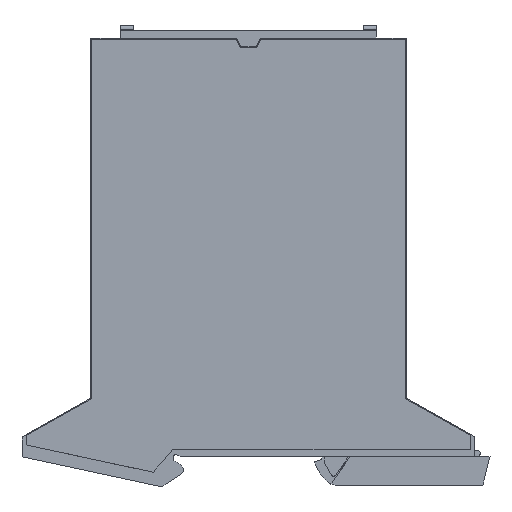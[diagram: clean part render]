
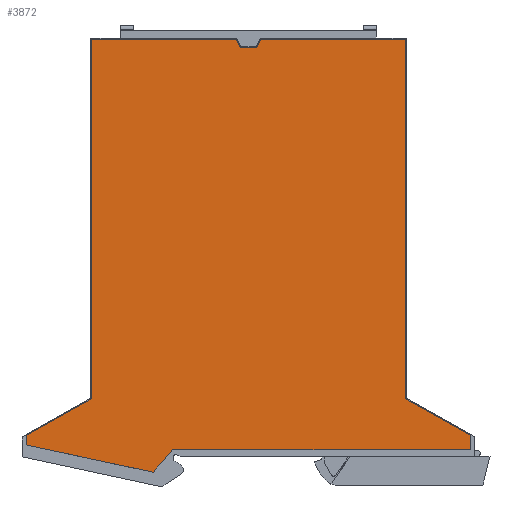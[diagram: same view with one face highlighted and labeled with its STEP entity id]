
A CAD part, left-side view. The second image highlights one B-rep face of the part: STEP entity #3872.
In plain terms, the highlighted planar face has unit normal (-1, 0, 0).
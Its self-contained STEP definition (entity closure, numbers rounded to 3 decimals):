
#3850=AXIS2_PLACEMENT_3D('Plane Axis2P3D',#3847,#3848,#3849) ;
#2722=CARTESIAN_POINT('Vertex',(0.,4.57,8.837)) ;
#2725=CARTESIAN_POINT('Line Origine',(0.,39.349,8.837)) ;
#2729=CARTESIAN_POINT('Vertex',(0.,74.129,8.837)) ;
#2754=CARTESIAN_POINT('Control Point',(0.,74.602,8.296)) ;
#2755=CARTESIAN_POINT('Control Point',(0.,74.444,8.476)) ;
#2756=CARTESIAN_POINT('Control Point',(0.,74.286,8.657)) ;
#2757=CARTESIAN_POINT('Control Point',(0.,74.129,8.837)) ;
#2758=CARTESIAN_POINT('Vertex',(0.,74.602,8.296)) ;
#2783=CARTESIAN_POINT('Control Point',(0.,74.607,8.29)) ;
#2784=CARTESIAN_POINT('Control Point',(0.,74.605,8.292)) ;
#2785=CARTESIAN_POINT('Control Point',(0.,74.604,8.294)) ;
#2786=CARTESIAN_POINT('Control Point',(0.,74.602,8.296)) ;
#2787=CARTESIAN_POINT('Vertex',(0.,74.607,8.29)) ;
#2808=CARTESIAN_POINT('Line Origine',(0.,76.644,5.958)) ;
#2812=CARTESIAN_POINT('Vertex',(0.,78.681,3.626)) ;
#2833=CARTESIAN_POINT('Line Origine',(0.,93.458,6.805)) ;
#2837=CARTESIAN_POINT('Vertex',(0.,108.234,9.985)) ;
#2862=CARTESIAN_POINT('Line Origine',(0.,108.234,11.119)) ;
#2866=CARTESIAN_POINT('Vertex',(0.,108.234,12.253)) ;
#2887=CARTESIAN_POINT('Line Origine',(0.,100.618,16.519)) ;
#2891=CARTESIAN_POINT('Vertex',(0.,93.002,20.784)) ;
#2912=CARTESIAN_POINT('Line Origine',(0.,93.002,62.761)) ;
#2916=CARTESIAN_POINT('Vertex',(0.,93.002,104.737)) ;
#2937=CARTESIAN_POINT('Line Origine',(0.,60.983,104.737)) ;
#2941=CARTESIAN_POINT('Vertex',(0.,59.233,104.737)) ;
#2943=CARTESIAN_POINT('Vertex',(0.,62.733,104.737)) ;
#2951=CARTESIAN_POINT('Line Origine',(0.,77.867,104.737)) ;
#2970=CARTESIAN_POINT('Line Origine',(0.,58.79,103.787)) ;
#2974=CARTESIAN_POINT('Vertex',(0.,58.347,102.837)) ;
#2999=CARTESIAN_POINT('Vertex',(0.,54.457,102.837)) ;
#3002=CARTESIAN_POINT('Line Origine',(0.,56.402,102.837)) ;
#3020=CARTESIAN_POINT('Line Origine',(0.,54.014,103.787)) ;
#3024=CARTESIAN_POINT('Vertex',(0.,53.571,104.737)) ;
#3040=CARTESIAN_POINT('Line Origine',(0.,51.821,104.737)) ;
#3044=CARTESIAN_POINT('Vertex',(0.,50.071,104.737)) ;
#3047=CARTESIAN_POINT('Line Origine',(0.,34.937,104.737)) ;
#3051=CARTESIAN_POINT('Vertex',(0.,19.802,104.737)) ;
#3073=CARTESIAN_POINT('Line Origine',(0.,19.802,62.761)) ;
#3077=CARTESIAN_POINT('Vertex',(0.,19.802,20.784)) ;
#3098=CARTESIAN_POINT('Line Origine',(0.,12.186,16.519)) ;
#3102=CARTESIAN_POINT('Vertex',(0.,4.57,12.253)) ;
#3123=CARTESIAN_POINT('Line Origine',(0.,4.57,10.545)) ;
#3847=CARTESIAN_POINT('Axis2P3D Location',(0.,56.402,7.237)) ;
#2726=DIRECTION('Vector Direction',(0.,1.,0.)) ;
#2809=DIRECTION('Vector Direction',(0.,-0.658,0.753)) ;
#2834=DIRECTION('Vector Direction',(0.,-0.978,-0.21)) ;
#2863=DIRECTION('Vector Direction',(0.,0.,-1.)) ;
#2888=DIRECTION('Vector Direction',(0.,0.872,-0.489)) ;
#2913=DIRECTION('Vector Direction',(0.,0.,-1.)) ;
#2938=DIRECTION('Vector Direction',(0.,1.,0.)) ;
#2952=DIRECTION('Vector Direction',(0.,1.,0.)) ;
#2971=DIRECTION('Vector Direction',(0.,0.423,0.906)) ;
#3003=DIRECTION('Vector Direction',(0.,1.,0.)) ;
#3021=DIRECTION('Vector Direction',(0.,-0.423,0.906)) ;
#3041=DIRECTION('Vector Direction',(0.,1.,0.)) ;
#3048=DIRECTION('Vector Direction',(0.,1.,0.)) ;
#3074=DIRECTION('Vector Direction',(0.,0.,1.)) ;
#3099=DIRECTION('Vector Direction',(0.,0.872,0.489)) ;
#3124=DIRECTION('Vector Direction',(0.,0.,1.)) ;
#3848=DIRECTION('Axis2P3D Direction',(-1.,0.,0.)) ;
#3849=DIRECTION('Axis2P3D XDirection',(0.,1.,0.)) ;
#2727=VECTOR('Line Direction',#2726,1.) ;
#2810=VECTOR('Line Direction',#2809,1.) ;
#2835=VECTOR('Line Direction',#2834,1.) ;
#2864=VECTOR('Line Direction',#2863,1.) ;
#2889=VECTOR('Line Direction',#2888,1.) ;
#2914=VECTOR('Line Direction',#2913,1.) ;
#2939=VECTOR('Line Direction',#2938,1.) ;
#2953=VECTOR('Line Direction',#2952,1.) ;
#2972=VECTOR('Line Direction',#2971,1.) ;
#3004=VECTOR('Line Direction',#3003,1.) ;
#3022=VECTOR('Line Direction',#3021,1.) ;
#3042=VECTOR('Line Direction',#3041,1.) ;
#3049=VECTOR('Line Direction',#3048,1.) ;
#3075=VECTOR('Line Direction',#3074,1.) ;
#3100=VECTOR('Line Direction',#3099,1.) ;
#3125=VECTOR('Line Direction',#3124,1.) ;
#3853=ORIENTED_EDGE('',*,*,#3006,.T.) ;
#3854=ORIENTED_EDGE('',*,*,#2976,.T.) ;
#3855=ORIENTED_EDGE('',*,*,#2945,.T.) ;
#3856=ORIENTED_EDGE('',*,*,#2955,.T.) ;
#3857=ORIENTED_EDGE('',*,*,#2918,.T.) ;
#3858=ORIENTED_EDGE('',*,*,#2893,.T.) ;
#3859=ORIENTED_EDGE('',*,*,#2868,.T.) ;
#3860=ORIENTED_EDGE('',*,*,#2839,.T.) ;
#3861=ORIENTED_EDGE('',*,*,#2814,.T.) ;
#3862=ORIENTED_EDGE('',*,*,#2789,.T.) ;
#3863=ORIENTED_EDGE('',*,*,#2760,.T.) ;
#3864=ORIENTED_EDGE('',*,*,#2731,.T.) ;
#3865=ORIENTED_EDGE('',*,*,#3127,.T.) ;
#3866=ORIENTED_EDGE('',*,*,#3104,.T.) ;
#3867=ORIENTED_EDGE('',*,*,#3079,.T.) ;
#3868=ORIENTED_EDGE('',*,*,#3053,.T.) ;
#3869=ORIENTED_EDGE('',*,*,#3046,.T.) ;
#3870=ORIENTED_EDGE('',*,*,#3026,.T.) ;
#3872=ADVANCED_FACE('BASE',(#3871),#3851,.T.) ;
#2753=B_SPLINE_CURVE_WITH_KNOTS('',3,(#2754,#2755,#2756,#2757),.UNSPECIFIED.,.F.,.U.,(4,4),(183.365,184.084),.UNSPECIFIED.) ;
#2782=B_SPLINE_CURVE_WITH_KNOTS('',3,(#2783,#2784,#2785,#2786),.UNSPECIFIED.,.F.,.U.,(4,4),(183.357,183.365),.UNSPECIFIED.) ;
#2731=EDGE_CURVE('',#2730,#2723,#2728,.F.) ;
#2760=EDGE_CURVE('',#2759,#2730,#2753,.T.) ;
#2789=EDGE_CURVE('',#2788,#2759,#2782,.T.) ;
#2814=EDGE_CURVE('',#2813,#2788,#2811,.T.) ;
#2839=EDGE_CURVE('',#2838,#2813,#2836,.T.) ;
#2868=EDGE_CURVE('',#2867,#2838,#2865,.T.) ;
#2893=EDGE_CURVE('',#2892,#2867,#2890,.T.) ;
#2918=EDGE_CURVE('',#2917,#2892,#2915,.T.) ;
#2945=EDGE_CURVE('',#2942,#2944,#2940,.T.) ;
#2955=EDGE_CURVE('',#2944,#2917,#2954,.T.) ;
#2976=EDGE_CURVE('',#2975,#2942,#2973,.T.) ;
#3006=EDGE_CURVE('',#3000,#2975,#3005,.T.) ;
#3026=EDGE_CURVE('',#3025,#3000,#3023,.F.) ;
#3046=EDGE_CURVE('',#3045,#3025,#3043,.T.) ;
#3053=EDGE_CURVE('',#3052,#3045,#3050,.T.) ;
#3079=EDGE_CURVE('',#3078,#3052,#3076,.T.) ;
#3104=EDGE_CURVE('',#3103,#3078,#3101,.T.) ;
#3127=EDGE_CURVE('',#2723,#3103,#3126,.T.) ;
#3852=EDGE_LOOP('',(#3853,#3854,#3855,#3856,#3857,#3858,#3859,#3860,#3861,#3862,#3863,#3864,#3865,#3866,#3867,#3868,#3869,#3870)) ;
#3871=FACE_OUTER_BOUND('',#3852,.T.) ;
#2728=LINE('Line',#2725,#2727) ;
#2811=LINE('Line',#2808,#2810) ;
#2836=LINE('Line',#2833,#2835) ;
#2865=LINE('Line',#2862,#2864) ;
#2890=LINE('Line',#2887,#2889) ;
#2915=LINE('Line',#2912,#2914) ;
#2940=LINE('Line',#2937,#2939) ;
#2954=LINE('Line',#2951,#2953) ;
#2973=LINE('Line',#2970,#2972) ;
#3005=LINE('Line',#3002,#3004) ;
#3023=LINE('Line',#3020,#3022) ;
#3043=LINE('Line',#3040,#3042) ;
#3050=LINE('Line',#3047,#3049) ;
#3076=LINE('Line',#3073,#3075) ;
#3101=LINE('Line',#3098,#3100) ;
#3126=LINE('Line',#3123,#3125) ;
#3851=PLANE('',#3850) ;
#2723=VERTEX_POINT('',#2722) ;
#2730=VERTEX_POINT('',#2729) ;
#2759=VERTEX_POINT('',#2758) ;
#2788=VERTEX_POINT('',#2787) ;
#2813=VERTEX_POINT('',#2812) ;
#2838=VERTEX_POINT('',#2837) ;
#2867=VERTEX_POINT('',#2866) ;
#2892=VERTEX_POINT('',#2891) ;
#2917=VERTEX_POINT('',#2916) ;
#2942=VERTEX_POINT('',#2941) ;
#2944=VERTEX_POINT('',#2943) ;
#2975=VERTEX_POINT('',#2974) ;
#3000=VERTEX_POINT('',#2999) ;
#3025=VERTEX_POINT('',#3024) ;
#3045=VERTEX_POINT('',#3044) ;
#3052=VERTEX_POINT('',#3051) ;
#3078=VERTEX_POINT('',#3077) ;
#3103=VERTEX_POINT('',#3102) ;
